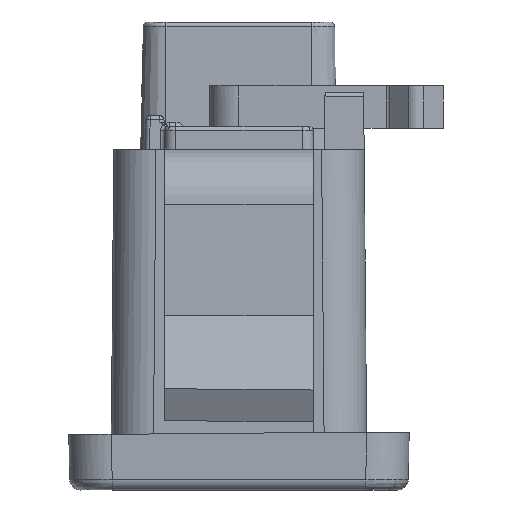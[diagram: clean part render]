
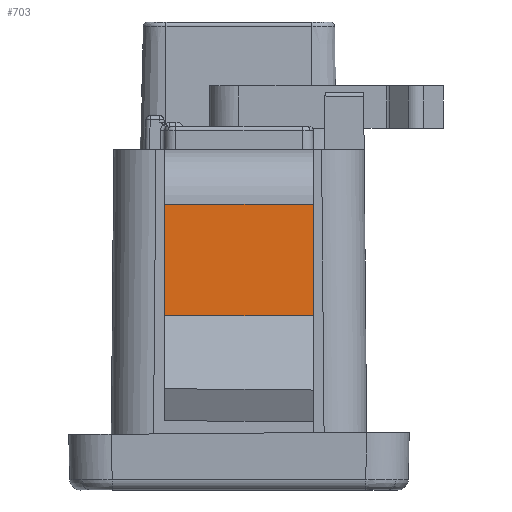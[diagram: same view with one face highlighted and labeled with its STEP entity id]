
A CAD part, left-side view. The second image highlights one B-rep face of the part: STEP entity #703.
In plain terms, the highlighted planar face has unit normal (-1, 0, 0.018).
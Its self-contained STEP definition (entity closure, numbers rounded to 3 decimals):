
#282 = CARTESIAN_POINT ( 'NONE',  ( -12., -3.5, 10.729 ) ) ;
#703 = ADVANCED_FACE ( 'NONE', ( #4308 ), #9372, .F. ) ;
#771 = CARTESIAN_POINT ( 'NONE',  ( -12., -3.5, 10.729 ) ) ;
#852 = DIRECTION ( 'NONE',  ( 0., -1., 0. ) ) ;
#986 = VECTOR ( 'NONE', #852, 1000. ) ;
#1345 = LINE ( 'NONE', #15691, #4506 ) ;
#1510 = DIRECTION ( 'NONE',  ( -0.017, 0., -1. ) ) ;
#3144 = CARTESIAN_POINT ( 'NONE',  ( -12.091, -3.5, 5.5 ) ) ;
#4103 = ORIENTED_EDGE ( 'NONE', *, *, #12071, .F. ) ;
#4297 = VERTEX_POINT ( 'NONE', #771 ) ;
#4308 = FACE_OUTER_BOUND ( 'NONE', #6818, .T. ) ;
#4506 = VECTOR ( 'NONE', #11610, 1000. ) ;
#4590 = CARTESIAN_POINT ( 'NONE',  ( -12., 3.5, 10.729 ) ) ;
#4633 = VERTEX_POINT ( 'NONE', #7914 ) ;
#4833 = VERTEX_POINT ( 'NONE', #13296 ) ;
#6818 = EDGE_LOOP ( 'NONE', ( #13373, #4103, #8331, #10624 ) ) ;
#7914 = CARTESIAN_POINT ( 'NONE',  ( -12.091, 3.5, 5.5 ) ) ;
#8331 = ORIENTED_EDGE ( 'NONE', *, *, #10304, .T. ) ;
#8732 = VECTOR ( 'NONE', #12258, 1000. ) ;
#8884 = LINE ( 'NONE', #4590, #986 ) ;
#9223 = EDGE_CURVE ( 'NONE', #4297, #13162, #13291, .T. ) ;
#9372 = PLANE ( 'NONE',  #9719 ) ;
#9552 = DIRECTION ( 'NONE',  ( 1., 0., -0.017 ) ) ;
#9719 = AXIS2_PLACEMENT_3D ( 'NONE', #13069, #9552, #1510 ) ;
#10205 = DIRECTION ( 'NONE',  ( -0.017, 0., -1. ) ) ;
#10232 = VECTOR ( 'NONE', #10205, 1000. ) ;
#10304 = EDGE_CURVE ( 'NONE', #4833, #4633, #11245, .T. ) ;
#10624 = ORIENTED_EDGE ( 'NONE', *, *, #12194, .F. ) ;
#11245 = LINE ( 'NONE', #12779, #10232 ) ;
#11610 = DIRECTION ( 'NONE',  ( 0., 1., 0. ) ) ;
#12071 = EDGE_CURVE ( 'NONE', #4833, #4297, #8884, .T. ) ;
#12194 = EDGE_CURVE ( 'NONE', #13162, #4633, #1345, .T. ) ;
#12258 = DIRECTION ( 'NONE',  ( -0.017, 0., -1. ) ) ;
#12779 = CARTESIAN_POINT ( 'NONE',  ( -12., 3.5, 10.729 ) ) ;
#13069 = CARTESIAN_POINT ( 'NONE',  ( -12., -3.5, 10.729 ) ) ;
#13162 = VERTEX_POINT ( 'NONE', #3144 ) ;
#13291 = LINE ( 'NONE', #282, #8732 ) ;
#13296 = CARTESIAN_POINT ( 'NONE',  ( -12., 3.5, 10.729 ) ) ;
#13373 = ORIENTED_EDGE ( 'NONE', *, *, #9223, .F. ) ;
#15691 = CARTESIAN_POINT ( 'NONE',  ( -12.091, -3.5, 5.5 ) ) ;
